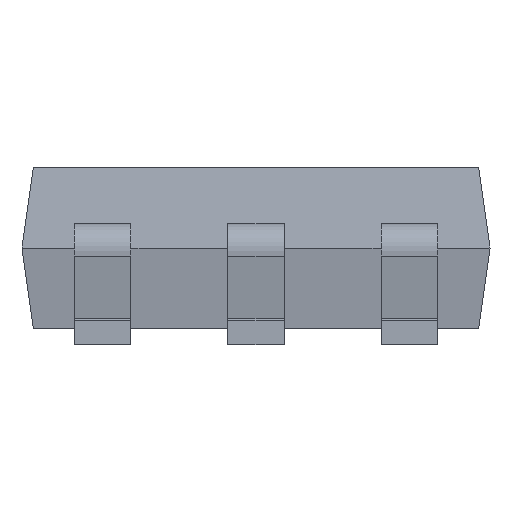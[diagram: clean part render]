
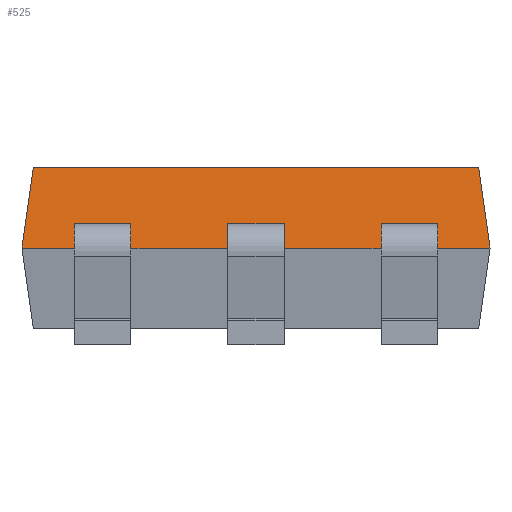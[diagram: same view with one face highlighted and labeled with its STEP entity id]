
A CAD part, front view. The second image highlights one B-rep face of the part: STEP entity #525.
In plain terms, the highlighted planar face has unit normal (0, -0.99, 0.139).
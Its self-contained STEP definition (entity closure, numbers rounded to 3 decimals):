
#294 = EDGE_CURVE ( 'NONE', #15974, #14623, #16995, .T. ) ;
#525 = ADVANCED_FACE ( 'NONE', ( #13316 ), #13404, .T. ) ;
#637 = CARTESIAN_POINT ( 'NONE',  ( -0.175, -0.8, 0. ) ) ;
#709 = DIRECTION ( 'NONE',  ( 1., 0., 0. ) ) ;
#740 = DIRECTION ( 'NONE',  ( 1., 0., 0. ) ) ;
#922 = ORIENTED_EDGE ( 'NONE', *, *, #16200, .F. ) ;
#1027 = CARTESIAN_POINT ( 'NONE',  ( -1.45, -0.8, 0. ) ) ;
#1251 = DIRECTION ( 'NONE',  ( 0., 0.139, 0.99 ) ) ;
#1279 = CARTESIAN_POINT ( 'NONE',  ( 0.175, -0.779, 0.15 ) ) ;
#1312 = VERTEX_POINT ( 'NONE', #13682 ) ;
#1691 = VERTEX_POINT ( 'NONE', #6119 ) ;
#1729 = CARTESIAN_POINT ( 'NONE',  ( -1.45, -0.8, 0. ) ) ;
#1833 = VERTEX_POINT ( 'NONE', #12755 ) ;
#2019 = ORIENTED_EDGE ( 'NONE', *, *, #13935, .T. ) ;
#2036 = ORIENTED_EDGE ( 'NONE', *, *, #2054, .F. ) ;
#2054 = EDGE_CURVE ( 'NONE', #16625, #5816, #13941, .T. ) ;
#2210 = CARTESIAN_POINT ( 'NONE',  ( 0.775, -0.779, 0.15 ) ) ;
#2608 = VECTOR ( 'NONE', #18146, 1000. ) ;
#2626 = CARTESIAN_POINT ( 'NONE',  ( -0.775, -0.8, 0. ) ) ;
#2699 = CARTESIAN_POINT ( 'NONE',  ( -1.45, -0.8, 0. ) ) ;
#2722 = CARTESIAN_POINT ( 'NONE',  ( 0.175, -0.8, 0. ) ) ;
#2845 = LINE ( 'NONE', #11391, #15811 ) ;
#2992 = CARTESIAN_POINT ( 'NONE',  ( -1.125, -0.8, 0. ) ) ;
#3238 = AXIS2_PLACEMENT_3D ( 'NONE', #2699, #9716, #15291 ) ;
#3353 = CARTESIAN_POINT ( 'NONE',  ( -1.45, -0.8, 0. ) ) ;
#3472 = EDGE_LOOP ( 'NONE', ( #922, #9011, #3845, #12553, #5867, #5209, #12212, #12885, #14413, #14444, #14521, #17869, #11180, #5333, #2019, #2036 ) ) ;
#3722 = LINE ( 'NONE', #15174, #12834 ) ;
#3760 = LINE ( 'NONE', #2626, #6983 ) ;
#3845 = ORIENTED_EDGE ( 'NONE', *, *, #12876, .T. ) ;
#3878 = VECTOR ( 'NONE', #3914, 1000. ) ;
#3914 = DIRECTION ( 'NONE',  ( -0.138, -0.138, -0.981 ) ) ;
#3992 = CARTESIAN_POINT ( 'NONE',  ( -1.45, -0.8, 0. ) ) ;
#4197 = CARTESIAN_POINT ( 'NONE',  ( 1.125, -0.779, 0.15 ) ) ;
#4347 = CARTESIAN_POINT ( 'NONE',  ( -1.45, -0.8, 0. ) ) ;
#4520 = DIRECTION ( 'NONE',  ( -1., 0., 0. ) ) ;
#5207 = CARTESIAN_POINT ( 'NONE',  ( -1.125, -0.8, 0. ) ) ;
#5209 = ORIENTED_EDGE ( 'NONE', *, *, #9246, .T. ) ;
#5333 = ORIENTED_EDGE ( 'NONE', *, *, #12871, .T. ) ;
#5776 = DIRECTION ( 'NONE',  ( -1., 0., 0. ) ) ;
#5816 = VERTEX_POINT ( 'NONE', #6717 ) ;
#5867 = ORIENTED_EDGE ( 'NONE', *, *, #294, .F. ) ;
#6018 = VECTOR ( 'NONE', #709, 1000. ) ;
#6043 = CARTESIAN_POINT ( 'NONE',  ( -1.45, -0.779, 0.15 ) ) ;
#6119 = CARTESIAN_POINT ( 'NONE',  ( -0.175, -0.779, 0.15 ) ) ;
#6264 = LINE ( 'NONE', #3353, #11517 ) ;
#6695 = VECTOR ( 'NONE', #16835, 1000. ) ;
#6698 = LINE ( 'NONE', #9581, #6695 ) ;
#6717 = CARTESIAN_POINT ( 'NONE',  ( -1.125, -0.779, 0.15 ) ) ;
#6844 = VECTOR ( 'NONE', #13465, 1000. ) ;
#6952 = CARTESIAN_POINT ( 'NONE',  ( -1.45, -0.73, 0.5 ) ) ;
#6983 = VECTOR ( 'NONE', #13890, 1000. ) ;
#7028 = VECTOR ( 'NONE', #15042, 1000. ) ;
#7335 = CARTESIAN_POINT ( 'NONE',  ( 0.175, -0.8, 0. ) ) ;
#7447 = DIRECTION ( 'NONE',  ( 1., 0., 0. ) ) ;
#7499 = EDGE_CURVE ( 'NONE', #16187, #1312, #9209, .T. ) ;
#7930 = DIRECTION ( 'NONE',  ( -1., 0., 0. ) ) ;
#8149 = VERTEX_POINT ( 'NONE', #2210 ) ;
#8282 = VECTOR ( 'NONE', #11568, 1000. ) ;
#8861 = VERTEX_POINT ( 'NONE', #637 ) ;
#8896 = LINE ( 'NONE', #1729, #15806 ) ;
#9011 = ORIENTED_EDGE ( 'NONE', *, *, #11686, .T. ) ;
#9190 = CARTESIAN_POINT ( 'NONE',  ( 1.125, -0.8, 0. ) ) ;
#9209 = LINE ( 'NONE', #6952, #6018 ) ;
#9246 = EDGE_CURVE ( 'NONE', #15974, #13508, #8896, .T. ) ;
#9299 = CARTESIAN_POINT ( 'NONE',  ( 1.42, -0.77, 0.216 ) ) ;
#9581 = CARTESIAN_POINT ( 'NONE',  ( 0.775, -0.8, 0. ) ) ;
#9716 = DIRECTION ( 'NONE',  ( 0., -0.99, 0.139 ) ) ;
#10117 = CARTESIAN_POINT ( 'NONE',  ( -0.775, -0.779, 0.15 ) ) ;
#10161 = CARTESIAN_POINT ( 'NONE',  ( -1.45, -0.8, 0. ) ) ;
#10342 = VECTOR ( 'NONE', #1251, 1000. ) ;
#10434 = VERTEX_POINT ( 'NONE', #18477 ) ;
#10546 = CARTESIAN_POINT ( 'NONE',  ( 1.125, -0.8, 0. ) ) ;
#10948 = VECTOR ( 'NONE', #4520, 1000. ) ;
#10964 = EDGE_CURVE ( 'NONE', #13508, #8149, #6698, .T. ) ;
#11035 = CARTESIAN_POINT ( 'NONE',  ( 0.775, -0.8, 0. ) ) ;
#11067 = VERTEX_POINT ( 'NONE', #10161 ) ;
#11180 = ORIENTED_EDGE ( 'NONE', *, *, #14408, .T. ) ;
#11338 = VECTOR ( 'NONE', #13146, 1000. ) ;
#11391 = CARTESIAN_POINT ( 'NONE',  ( -0.175, -0.8, 0. ) ) ;
#11432 = EDGE_CURVE ( 'NONE', #15464, #15172, #16434, .T. ) ;
#11517 = VECTOR ( 'NONE', #740, 1000. ) ;
#11568 = DIRECTION ( 'NONE',  ( 1., 0., 0. ) ) ;
#11625 = LINE ( 'NONE', #2992, #11338 ) ;
#11686 = EDGE_CURVE ( 'NONE', #1833, #8861, #6264, .T. ) ;
#12173 = EDGE_CURVE ( 'NONE', #15172, #8149, #16348, .T. ) ;
#12212 = ORIENTED_EDGE ( 'NONE', *, *, #10964, .T. ) ;
#12553 = ORIENTED_EDGE ( 'NONE', *, *, #13522, .F. ) ;
#12755 = CARTESIAN_POINT ( 'NONE',  ( -0.775, -0.8, 0. ) ) ;
#12834 = VECTOR ( 'NONE', #7930, 1000. ) ;
#12871 = EDGE_CURVE ( 'NONE', #11067, #15552, #17027, .T. ) ;
#12876 = EDGE_CURVE ( 'NONE', #8861, #1691, #2845, .T. ) ;
#12885 = ORIENTED_EDGE ( 'NONE', *, *, #12173, .F. ) ;
#13146 = DIRECTION ( 'NONE',  ( 0., 0.139, 0.99 ) ) ;
#13316 = FACE_OUTER_BOUND ( 'NONE', #3472, .T. ) ;
#13404 = PLANE ( 'NONE',  #3238 ) ;
#13465 = DIRECTION ( 'NONE',  ( 0.138, -0.138, -0.981 ) ) ;
#13508 = VERTEX_POINT ( 'NONE', #11035 ) ;
#13522 = EDGE_CURVE ( 'NONE', #14623, #1691, #3722, .T. ) ;
#13682 = CARTESIAN_POINT ( 'NONE',  ( 1.38, -0.73, 0.5 ) ) ;
#13777 = EDGE_CURVE ( 'NONE', #1312, #10434, #16282, .T. ) ;
#13890 = DIRECTION ( 'NONE',  ( 0., 0.139, 0.99 ) ) ;
#13935 = EDGE_CURVE ( 'NONE', #15552, #5816, #11625, .T. ) ;
#13941 = LINE ( 'NONE', #18539, #17002 ) ;
#14408 = EDGE_CURVE ( 'NONE', #16187, #11067, #18166, .T. ) ;
#14413 = ORIENTED_EDGE ( 'NONE', *, *, #11432, .F. ) ;
#14444 = ORIENTED_EDGE ( 'NONE', *, *, #18096, .T. ) ;
#14521 = ORIENTED_EDGE ( 'NONE', *, *, #13777, .F. ) ;
#14623 = VERTEX_POINT ( 'NONE', #1279 ) ;
#15042 = DIRECTION ( 'NONE',  ( 0., 0.139, 0.99 ) ) ;
#15172 = VERTEX_POINT ( 'NONE', #4197 ) ;
#15174 = CARTESIAN_POINT ( 'NONE',  ( -2.4, -0.779, 0.15 ) ) ;
#15291 = DIRECTION ( 'NONE',  ( 0., -0.139, -0.99 ) ) ;
#15464 = VERTEX_POINT ( 'NONE', #10546 ) ;
#15552 = VERTEX_POINT ( 'NONE', #5207 ) ;
#15806 = VECTOR ( 'NONE', #7447, 1000. ) ;
#15811 = VECTOR ( 'NONE', #15813, 1000. ) ;
#15813 = DIRECTION ( 'NONE',  ( 0., 0.139, 0.99 ) ) ;
#15974 = VERTEX_POINT ( 'NONE', #7335 ) ;
#16187 = VERTEX_POINT ( 'NONE', #18292 ) ;
#16200 = EDGE_CURVE ( 'NONE', #1833, #16625, #3760, .T. ) ;
#16282 = LINE ( 'NONE', #9299, #6844 ) ;
#16348 = LINE ( 'NONE', #6043, #10948 ) ;
#16434 = LINE ( 'NONE', #9190, #7028 ) ;
#16625 = VERTEX_POINT ( 'NONE', #10117 ) ;
#16835 = DIRECTION ( 'NONE',  ( 0., 0.139, 0.99 ) ) ;
#16995 = LINE ( 'NONE', #2722, #10342 ) ;
#17002 = VECTOR ( 'NONE', #5776, 1000. ) ;
#17027 = LINE ( 'NONE', #4347, #8282 ) ;
#17031 = LINE ( 'NONE', #3992, #2608 ) ;
#17869 = ORIENTED_EDGE ( 'NONE', *, *, #7499, .F. ) ;
#18096 = EDGE_CURVE ( 'NONE', #15464, #10434, #17031, .T. ) ;
#18146 = DIRECTION ( 'NONE',  ( 1., 0., 0. ) ) ;
#18166 = LINE ( 'NONE', #1027, #3878 ) ;
#18292 = CARTESIAN_POINT ( 'NONE',  ( -1.38, -0.73, 0.5 ) ) ;
#18477 = CARTESIAN_POINT ( 'NONE',  ( 1.45, -0.8, 0. ) ) ;
#18539 = CARTESIAN_POINT ( 'NONE',  ( -3.35, -0.779, 0.15 ) ) ;
